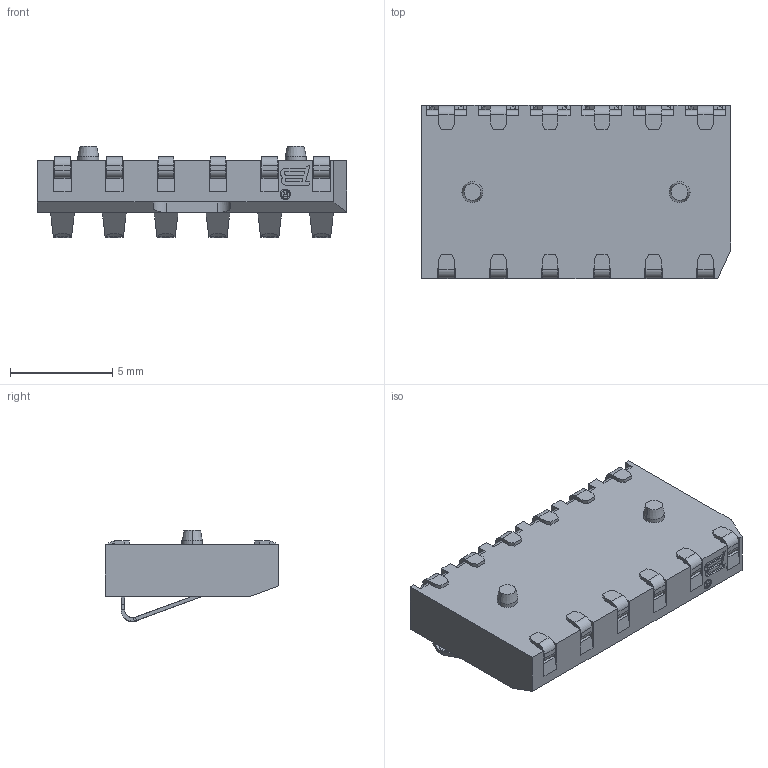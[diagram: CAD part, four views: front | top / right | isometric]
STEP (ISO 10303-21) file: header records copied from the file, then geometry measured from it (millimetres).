
FILE_DESCRIPTION((''),'2;1');
FILE_NAME('70AAJ-6-M1','2021-11-08T16:34:00',('RICKB'),('Bourns, Inc.'),'CREO PARAMETRIC BY PTC INC, 2018050','CREO PARAMETRIC BY PTC INC, 2018050','');
FILE_SCHEMA(('AUTOMOTIVE_DESIGN { 1 0 10303 214 1 1 1 1 }'));
Length unit declared in the file: inch
Products named in the file (1): 70AAJ-6-M1
Bounding box: 15.16 x 8.48 x 4.51 mm (x, y, z)
Volume: 201.1 mm3; surface area: 931.8 mm2
Topology: 1 solids, 1 shells, 1171 faces, 3099 edges, 1855 vertices
Faces by surface type: plane 817, cylinder 242, bspline 96, sphere 12, cone 4
Entity records: 48850 total; most frequent: CARTESIAN_POINT 10397, ORIENTED_EDGE 6150, DIRECTION 5577, PRESENTATION_STYLE_ASSIGNMENT 3139, STYLED_ITEM 3079, CURVE_STYLE 3075, EDGE_CURVE 3075, VECTOR 2407
